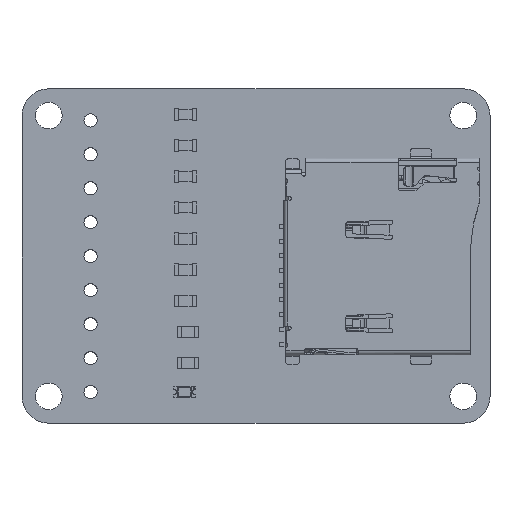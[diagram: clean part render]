
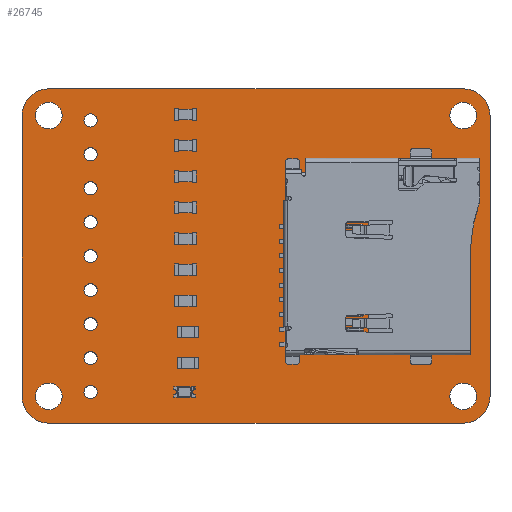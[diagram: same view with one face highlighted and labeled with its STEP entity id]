
A CAD part, top view. The second image highlights one B-rep face of the part: STEP entity #26745.
In plain terms, the highlighted planar face has unit normal (0, 0, 1).
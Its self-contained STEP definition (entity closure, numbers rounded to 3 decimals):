
#693=FACE_BOUND('',#2857,.T.);
#694=FACE_BOUND('',#2858,.T.);
#695=FACE_BOUND('',#2859,.T.);
#696=FACE_BOUND('',#2860,.T.);
#697=FACE_BOUND('',#2861,.T.);
#698=FACE_BOUND('',#2862,.T.);
#699=FACE_BOUND('',#2863,.T.);
#700=FACE_BOUND('',#2864,.T.);
#701=FACE_BOUND('',#2865,.T.);
#702=FACE_BOUND('',#2866,.T.);
#703=FACE_BOUND('',#2867,.T.);
#704=FACE_BOUND('',#2868,.T.);
#705=FACE_BOUND('',#2869,.T.);
#706=FACE_BOUND('',#2870,.T.);
#707=FACE_BOUND('',#2871,.T.);
#752=CIRCLE('',#28282,2.001);
#754=CIRCLE('',#28286,2.001);
#756=CIRCLE('',#28290,2.001);
#758=CIRCLE('',#28294,2.001);
#760=CIRCLE('',#28297,1.);
#762=CIRCLE('',#28300,0.5);
#763=CIRCLE('',#28302,0.5);
#764=CIRCLE('',#28304,0.5);
#765=CIRCLE('',#28306,1.);
#767=CIRCLE('',#28309,0.5);
#768=CIRCLE('',#28311,0.5);
#769=CIRCLE('',#28313,0.5);
#770=CIRCLE('',#28315,0.5);
#771=CIRCLE('',#28317,1.);
#773=CIRCLE('',#28320,0.5);
#775=CIRCLE('',#28323,0.5);
#776=CIRCLE('',#28325,0.5);
#777=CIRCLE('',#28327,0.5);
#779=CIRCLE('',#28330,1.);
#1402=FACE_OUTER_BOUND('',#2856,.T.);
#2856=EDGE_LOOP('',(#17689,#17690,#17691,#17692,#17693,#17694,#17695,#17696));
#2857=EDGE_LOOP('',(#17697));
#2858=EDGE_LOOP('',(#17698));
#2859=EDGE_LOOP('',(#17699));
#2860=EDGE_LOOP('',(#17700));
#2861=EDGE_LOOP('',(#17701));
#2862=EDGE_LOOP('',(#17702));
#2863=EDGE_LOOP('',(#17703));
#2864=EDGE_LOOP('',(#17704));
#2865=EDGE_LOOP('',(#17705));
#2866=EDGE_LOOP('',(#17706));
#2867=EDGE_LOOP('',(#17707));
#2868=EDGE_LOOP('',(#17708));
#2869=EDGE_LOOP('',(#17709));
#2870=EDGE_LOOP('',(#17710));
#2871=EDGE_LOOP('',(#17711));
#4328=LINE('',#38108,#7612);
#4332=LINE('',#38120,#7616);
#4336=LINE('',#38132,#7620);
#4340=LINE('',#38144,#7624);
#7612=VECTOR('',#30482,1.);
#7616=VECTOR('',#30494,1.);
#7620=VECTOR('',#30506,1.);
#7624=VECTOR('',#30518,1.);
#10901=VERTEX_POINT('',#38105);
#10902=VERTEX_POINT('',#38107);
#10904=VERTEX_POINT('',#38113);
#10906=VERTEX_POINT('',#38119);
#10908=VERTEX_POINT('',#38125);
#10910=VERTEX_POINT('',#38131);
#10912=VERTEX_POINT('',#38137);
#10914=VERTEX_POINT('',#38143);
#10916=VERTEX_POINT('',#38152);
#10918=VERTEX_POINT('',#38158);
#10919=VERTEX_POINT('',#38162);
#10920=VERTEX_POINT('',#38166);
#10921=VERTEX_POINT('',#38170);
#10923=VERTEX_POINT('',#38176);
#10924=VERTEX_POINT('',#38180);
#10925=VERTEX_POINT('',#38184);
#10926=VERTEX_POINT('',#38188);
#10927=VERTEX_POINT('',#38192);
#10929=VERTEX_POINT('',#38198);
#10931=VERTEX_POINT('',#38204);
#10932=VERTEX_POINT('',#38208);
#10933=VERTEX_POINT('',#38212);
#10935=VERTEX_POINT('',#38218);
#13531=EDGE_CURVE('',#10901,#10902,#4328,.T.);
#13534=EDGE_CURVE('',#10902,#10904,#752,.T.);
#13537=EDGE_CURVE('',#10904,#10906,#4332,.T.);
#13540=EDGE_CURVE('',#10906,#10908,#754,.T.);
#13543=EDGE_CURVE('',#10908,#10910,#4336,.T.);
#13546=EDGE_CURVE('',#10910,#10912,#756,.T.);
#13549=EDGE_CURVE('',#10912,#10914,#4340,.T.);
#13552=EDGE_CURVE('',#10914,#10901,#758,.T.);
#13554=EDGE_CURVE('',#10916,#10916,#760,.T.);
#13557=EDGE_CURVE('',#10918,#10918,#762,.T.);
#13559=EDGE_CURVE('',#10919,#10919,#763,.T.);
#13561=EDGE_CURVE('',#10920,#10920,#764,.T.);
#13563=EDGE_CURVE('',#10921,#10921,#765,.T.);
#13566=EDGE_CURVE('',#10923,#10923,#767,.T.);
#13568=EDGE_CURVE('',#10924,#10924,#768,.T.);
#13570=EDGE_CURVE('',#10925,#10925,#769,.T.);
#13572=EDGE_CURVE('',#10926,#10926,#770,.T.);
#13574=EDGE_CURVE('',#10927,#10927,#771,.T.);
#13577=EDGE_CURVE('',#10929,#10929,#773,.T.);
#13580=EDGE_CURVE('',#10931,#10931,#775,.T.);
#13582=EDGE_CURVE('',#10932,#10932,#776,.T.);
#13584=EDGE_CURVE('',#10933,#10933,#777,.T.);
#13587=EDGE_CURVE('',#10935,#10935,#779,.T.);
#17689=ORIENTED_EDGE('',*,*,#13531,.F.);
#17690=ORIENTED_EDGE('',*,*,#13552,.F.);
#17691=ORIENTED_EDGE('',*,*,#13549,.F.);
#17692=ORIENTED_EDGE('',*,*,#13546,.F.);
#17693=ORIENTED_EDGE('',*,*,#13543,.F.);
#17694=ORIENTED_EDGE('',*,*,#13540,.F.);
#17695=ORIENTED_EDGE('',*,*,#13537,.F.);
#17696=ORIENTED_EDGE('',*,*,#13534,.F.);
#17697=ORIENTED_EDGE('',*,*,#13554,.F.);
#17698=ORIENTED_EDGE('',*,*,#13557,.F.);
#17699=ORIENTED_EDGE('',*,*,#13559,.F.);
#17700=ORIENTED_EDGE('',*,*,#13561,.F.);
#17701=ORIENTED_EDGE('',*,*,#13563,.F.);
#17702=ORIENTED_EDGE('',*,*,#13566,.F.);
#17703=ORIENTED_EDGE('',*,*,#13568,.F.);
#17704=ORIENTED_EDGE('',*,*,#13570,.F.);
#17705=ORIENTED_EDGE('',*,*,#13572,.F.);
#17706=ORIENTED_EDGE('',*,*,#13574,.F.);
#17707=ORIENTED_EDGE('',*,*,#13577,.F.);
#17708=ORIENTED_EDGE('',*,*,#13580,.F.);
#17709=ORIENTED_EDGE('',*,*,#13582,.F.);
#17710=ORIENTED_EDGE('',*,*,#13584,.F.);
#17711=ORIENTED_EDGE('',*,*,#13587,.F.);
#25641=PLANE('',#28333);
#26745=ADVANCED_FACE('',(#1402,#693,#694,#695,#696,#697,#698,#699,#700,
#701,#702,#703,#704,#705,#706,#707),#25641,.T.);
#28282=AXIS2_PLACEMENT_3D('',#38114,#30487,#30488);
#28286=AXIS2_PLACEMENT_3D('',#38126,#30499,#30500);
#28290=AXIS2_PLACEMENT_3D('',#38138,#30511,#30512);
#28294=AXIS2_PLACEMENT_3D('',#38149,#30523,#30524);
#28297=AXIS2_PLACEMENT_3D('',#38153,#30529,#30530);
#28300=AXIS2_PLACEMENT_3D('',#38159,#30536,#30537);
#28302=AXIS2_PLACEMENT_3D('',#38163,#30541,#30542);
#28304=AXIS2_PLACEMENT_3D('',#38167,#30546,#30547);
#28306=AXIS2_PLACEMENT_3D('',#38171,#30551,#30552);
#28309=AXIS2_PLACEMENT_3D('',#38177,#30558,#30559);
#28311=AXIS2_PLACEMENT_3D('',#38181,#30563,#30564);
#28313=AXIS2_PLACEMENT_3D('',#38185,#30568,#30569);
#28315=AXIS2_PLACEMENT_3D('',#38189,#30573,#30574);
#28317=AXIS2_PLACEMENT_3D('',#38193,#30578,#30579);
#28320=AXIS2_PLACEMENT_3D('',#38199,#30585,#30586);
#28323=AXIS2_PLACEMENT_3D('',#38205,#30592,#30593);
#28325=AXIS2_PLACEMENT_3D('',#38209,#30597,#30598);
#28327=AXIS2_PLACEMENT_3D('',#38213,#30602,#30603);
#28330=AXIS2_PLACEMENT_3D('',#38219,#30609,#30610);
#28333=AXIS2_PLACEMENT_3D('',#38224,#30616,#30617);
#30482=DIRECTION('',(0.,1.,0.));
#30487=DIRECTION('center_axis',(0.,0.,-1.));
#30488=DIRECTION('ref_axis',(-1.,0.,0.));
#30494=DIRECTION('',(1.,0.,0.));
#30499=DIRECTION('center_axis',(0.,0.,-1.));
#30500=DIRECTION('ref_axis',(0.,1.,0.));
#30506=DIRECTION('',(0.,-1.,0.));
#30511=DIRECTION('center_axis',(0.,0.,-1.));
#30512=DIRECTION('ref_axis',(1.,0.,0.));
#30518=DIRECTION('',(-1.,0.,0.));
#30523=DIRECTION('center_axis',(0.,0.,-1.));
#30524=DIRECTION('ref_axis',(0.,-1.,0.));
#30529=DIRECTION('center_axis',(0.,0.,1.));
#30530=DIRECTION('ref_axis',(1.,0.,0.));
#30536=DIRECTION('center_axis',(0.,0.,1.));
#30537=DIRECTION('ref_axis',(1.,0.,0.));
#30541=DIRECTION('center_axis',(0.,0.,1.));
#30542=DIRECTION('ref_axis',(1.,0.,0.));
#30546=DIRECTION('center_axis',(0.,0.,1.));
#30547=DIRECTION('ref_axis',(1.,0.,0.));
#30551=DIRECTION('center_axis',(0.,0.,1.));
#30552=DIRECTION('ref_axis',(1.,0.,0.));
#30558=DIRECTION('center_axis',(0.,0.,1.));
#30559=DIRECTION('ref_axis',(1.,0.,0.));
#30563=DIRECTION('center_axis',(0.,0.,1.));
#30564=DIRECTION('ref_axis',(1.,0.,0.));
#30568=DIRECTION('center_axis',(0.,0.,1.));
#30569=DIRECTION('ref_axis',(1.,0.,0.));
#30573=DIRECTION('center_axis',(0.,0.,1.));
#30574=DIRECTION('ref_axis',(1.,0.,0.));
#30578=DIRECTION('center_axis',(0.,0.,1.));
#30579=DIRECTION('ref_axis',(1.,0.,0.));
#30585=DIRECTION('center_axis',(0.,0.,1.));
#30586=DIRECTION('ref_axis',(1.,0.,0.));
#30592=DIRECTION('center_axis',(0.,0.,1.));
#30593=DIRECTION('ref_axis',(1.,0.,0.));
#30597=DIRECTION('center_axis',(0.,0.,1.));
#30598=DIRECTION('ref_axis',(1.,0.,0.));
#30602=DIRECTION('center_axis',(0.,0.,1.));
#30603=DIRECTION('ref_axis',(1.,0.,0.));
#30609=DIRECTION('center_axis',(0.,0.,1.));
#30610=DIRECTION('ref_axis',(1.,0.,0.));
#30616=DIRECTION('center_axis',(0.,0.,1.));
#30617=DIRECTION('ref_axis',(1.,0.,0.));
#38105=CARTESIAN_POINT('',(-2.,-21.,0.411));
#38107=CARTESIAN_POINT('',(-2.,0.,0.411));
#38108=CARTESIAN_POINT('',(-2.,-21.,0.411));
#38113=CARTESIAN_POINT('',(0.,2.,0.411));
#38114=CARTESIAN_POINT('Origin',(0.001,-0.001,
0.411));
#38119=CARTESIAN_POINT('',(31.,2.,0.411));
#38120=CARTESIAN_POINT('',(0.,2.,0.411));
#38125=CARTESIAN_POINT('',(33.,0.,0.411));
#38126=CARTESIAN_POINT('Origin',(30.999,-0.001,0.411));
#38131=CARTESIAN_POINT('',(33.,-21.,0.411));
#38132=CARTESIAN_POINT('',(33.,0.,0.411));
#38137=CARTESIAN_POINT('',(31.,-23.,0.411));
#38138=CARTESIAN_POINT('Origin',(30.999,-20.999,0.411));
#38143=CARTESIAN_POINT('',(0.,-23.,0.411));
#38144=CARTESIAN_POINT('',(31.,-23.,0.411));
#38149=CARTESIAN_POINT('Origin',(0.001,-20.999,0.411));
#38152=CARTESIAN_POINT('',(-1.,-21.,0.411));
#38153=CARTESIAN_POINT('Origin',(0.,-21.,0.411));
#38158=CARTESIAN_POINT('',(2.63,-20.673,0.411));
#38159=CARTESIAN_POINT('Origin',(3.13,-20.673,0.411));
#38162=CARTESIAN_POINT('',(2.63,-7.973,0.411));
#38163=CARTESIAN_POINT('Origin',(3.13,-7.973,0.411));
#38166=CARTESIAN_POINT('',(2.63,-5.433,0.411));
#38167=CARTESIAN_POINT('Origin',(3.13,-5.433,0.411));
#38170=CARTESIAN_POINT('',(-1.,0.,0.411));
#38171=CARTESIAN_POINT('Origin',(0.,0.,0.411));
#38176=CARTESIAN_POINT('',(2.63,-2.893,0.411));
#38177=CARTESIAN_POINT('Origin',(3.13,-2.893,0.411));
#38180=CARTESIAN_POINT('',(2.63,-0.353,0.411));
#38181=CARTESIAN_POINT('Origin',(3.13,-0.353,0.411));
#38184=CARTESIAN_POINT('',(2.63,-18.133,0.411));
#38185=CARTESIAN_POINT('Origin',(3.13,-18.133,0.411));
#38188=CARTESIAN_POINT('',(2.63,-15.593,0.411));
#38189=CARTESIAN_POINT('Origin',(3.13,-15.593,0.411));
#38192=CARTESIAN_POINT('',(30.,-21.,0.411));
#38193=CARTESIAN_POINT('Origin',(31.,-21.,0.411));
#38198=CARTESIAN_POINT('',(27.76,-15.45,0.411));
#38199=CARTESIAN_POINT('Origin',(28.26,-15.45,0.411));
#38204=CARTESIAN_POINT('',(2.63,-13.053,0.411));
#38205=CARTESIAN_POINT('Origin',(3.13,-13.053,0.411));
#38208=CARTESIAN_POINT('',(2.63,-10.513,0.411));
#38209=CARTESIAN_POINT('Origin',(3.13,-10.513,0.411));
#38212=CARTESIAN_POINT('',(27.76,-7.45,0.411));
#38213=CARTESIAN_POINT('Origin',(28.26,-7.45,0.411));
#38218=CARTESIAN_POINT('',(30.,0.,0.411));
#38219=CARTESIAN_POINT('Origin',(31.,0.,0.411));
#38224=CARTESIAN_POINT('Origin',(-2.,-21.,0.411));
